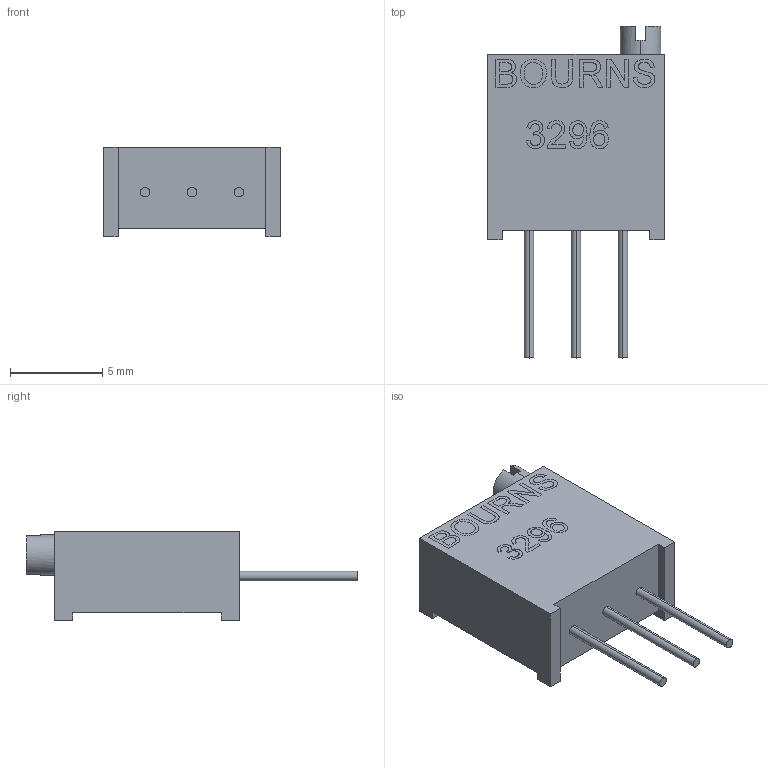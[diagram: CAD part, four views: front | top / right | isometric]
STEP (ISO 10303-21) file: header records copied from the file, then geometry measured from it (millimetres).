
FILE_DESCRIPTION (( 'STEP AP214' ), '1' );
FILE_NAME ('BODEFAU0806164917741.step', '2005-08-06T20:49:20', ( 'SysAdmin' ), ( 'Solidworks Corporation' ), 'SwSTEP 2.0', 'SolidWorks 2005204', '' );
FILE_SCHEMA (( 'AUTOMOTIVE_DESIGN' ));
Length unit declared in the file: millimetre
Products named in the file (1): BODEFAU0806164917741
Bounding box: 9.53 x 17.95 x 4.83 mm (x, y, z)
Volume: 413.3 mm3; surface area: 411.8 mm2
Topology: 1 solids, 1 shells, 194 faces, 516 edges, 344 vertices
Faces by surface type: bspline 95, plane 91, cylinder 8
Entity records: 16519 total; most frequent: CARTESIAN_POINT 10448, ORIENTED_EDGE 1032, DIRECTION 546, EDGE_CURVE 516, VERTEX_POINT 344, VECTOR 306, LINE 306, EDGE_LOOP 214
